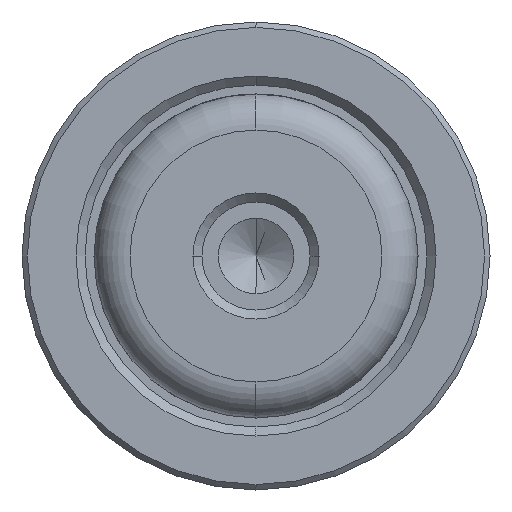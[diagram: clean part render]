
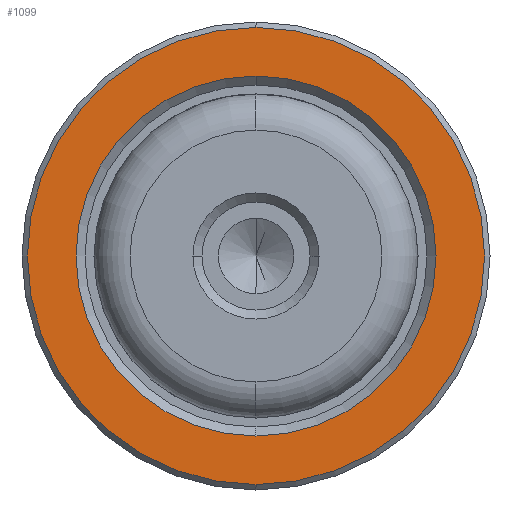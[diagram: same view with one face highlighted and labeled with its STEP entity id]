
A CAD part, left-side view. The second image highlights one B-rep face of the part: STEP entity #1099.
In plain terms, the highlighted planar face has unit normal (-1, 0, 0).
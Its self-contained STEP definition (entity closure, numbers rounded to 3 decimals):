
#11 = FACE_OUTER_BOUND ( 'NONE', #1486, .T. ) ;
#118 = DIRECTION ( 'NONE',  ( 0., 0., 1. ) ) ;
#162 = CARTESIAN_POINT ( 'NONE',  ( 20., 0., 10. ) ) ;
#172 = CARTESIAN_POINT ( 'NONE',  ( 20., 0., 12.7 ) ) ;
#192 = DIRECTION ( 'NONE',  ( -1., 0., 0. ) ) ;
#227 = EDGE_CURVE ( 'NONE', #1761, #1248, #1882, .T. ) ;
#260 = EDGE_LOOP ( 'NONE', ( #1408, #2243 ) ) ;
#284 = DIRECTION ( 'NONE',  ( -1., 0., 0. ) ) ;
#363 = AXIS2_PLACEMENT_3D ( 'NONE', #1731, #634, #1911 ) ;
#380 = ORIENTED_EDGE ( 'NONE', *, *, #1423, .T. ) ;
#602 = ORIENTED_EDGE ( 'NONE', *, *, #227, .T. ) ;
#634 = DIRECTION ( 'NONE',  ( 1., 0., 0. ) ) ;
#813 = AXIS2_PLACEMENT_3D ( 'NONE', #1287, #192, #1483 ) ;
#837 = AXIS2_PLACEMENT_3D ( 'NONE', #1382, #284, #1578 ) ;
#901 = DIRECTION ( 'NONE',  ( 1., 0., 0. ) ) ;
#951 = AXIS2_PLACEMENT_3D ( 'NONE', #2003, #901, #2181 ) ;
#1036 = FACE_BOUND ( 'NONE', #260, .T. ) ;
#1099 = ADVANCED_FACE ( 'NONE', ( #11, #1036 ), #2096, .T. ) ;
#1197 = DIRECTION ( 'NONE',  ( -1., 0., 0. ) ) ;
#1215 = AXIS2_PLACEMENT_3D ( 'NONE', #2303, #1197, #118 ) ;
#1248 = VERTEX_POINT ( 'NONE', #2063 ) ;
#1287 = CARTESIAN_POINT ( 'NONE',  ( 20., 0., 0. ) ) ;
#1382 = CARTESIAN_POINT ( 'NONE',  ( 20., 0., 0. ) ) ;
#1395 = CIRCLE ( 'NONE', #951, 10. ) ;
#1408 = ORIENTED_EDGE ( 'NONE', *, *, #1747, .T. ) ;
#1423 = EDGE_CURVE ( 'NONE', #1248, #1761, #1978, .T. ) ;
#1483 = DIRECTION ( 'NONE',  ( 0., 0., 1. ) ) ;
#1486 = EDGE_LOOP ( 'NONE', ( #380, #602 ) ) ;
#1578 = DIRECTION ( 'NONE',  ( 0., 0., 1. ) ) ;
#1596 = VERTEX_POINT ( 'NONE', #1749 ) ;
#1731 = CARTESIAN_POINT ( 'NONE',  ( 20., 0., 0. ) ) ;
#1739 = VERTEX_POINT ( 'NONE', #162 ) ;
#1747 = EDGE_CURVE ( 'NONE', #1739, #1596, #1395, .T. ) ;
#1749 = CARTESIAN_POINT ( 'NONE',  ( 20., 0., -10. ) ) ;
#1761 = VERTEX_POINT ( 'NONE', #172 ) ;
#1882 = CIRCLE ( 'NONE', #837, 12.7 ) ;
#1911 = DIRECTION ( 'NONE',  ( 0., 0., -1. ) ) ;
#1912 = CIRCLE ( 'NONE', #363, 10. ) ;
#1978 = CIRCLE ( 'NONE', #813, 12.7 ) ;
#2003 = CARTESIAN_POINT ( 'NONE',  ( 20., 0., 0. ) ) ;
#2063 = CARTESIAN_POINT ( 'NONE',  ( 20., 0., -12.7 ) ) ;
#2096 = PLANE ( 'NONE',  #1215 ) ;
#2163 = EDGE_CURVE ( 'NONE', #1596, #1739, #1912, .T. ) ;
#2181 = DIRECTION ( 'NONE',  ( 0., 0., -1. ) ) ;
#2243 = ORIENTED_EDGE ( 'NONE', *, *, #2163, .T. ) ;
#2303 = CARTESIAN_POINT ( 'NONE',  ( 20., -9., 0. ) ) ;
